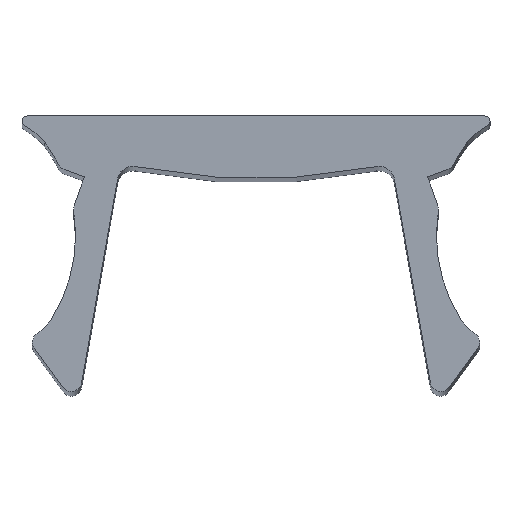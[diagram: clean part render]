
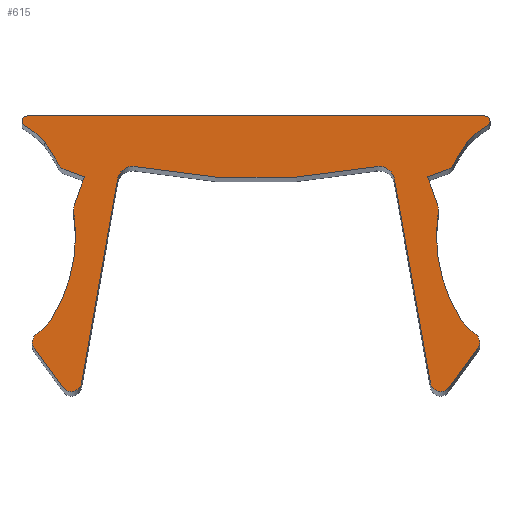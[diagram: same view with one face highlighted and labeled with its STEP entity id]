
A CAD part, top view. The second image highlights one B-rep face of the part: STEP entity #615.
In plain terms, the highlighted planar face has unit normal (0, 0, 1).
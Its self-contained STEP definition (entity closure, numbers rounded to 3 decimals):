
#20=CIRCLE('',#631,0.1);
#22=CIRCLE('',#634,1.5);
#24=CIRCLE('',#637,3.);
#26=CIRCLE('',#640,0.2);
#28=CIRCLE('',#645,0.2);
#30=CIRCLE('',#648,3.);
#32=CIRCLE('',#651,0.8);
#34=CIRCLE('',#654,0.2);
#36=CIRCLE('',#658,0.2);
#38=CIRCLE('',#662,0.3);
#40=CIRCLE('',#665,12.);
#42=CIRCLE('',#668,0.3);
#44=CIRCLE('',#672,0.2);
#46=CIRCLE('',#676,0.2);
#48=CIRCLE('',#679,0.8);
#50=CIRCLE('',#682,3.);
#52=CIRCLE('',#685,0.2);
#54=CIRCLE('',#690,0.2);
#56=CIRCLE('',#693,3.);
#58=CIRCLE('',#696,1.5);
#60=CIRCLE('',#699,0.1);
#233=ORIENTED_EDGE('',*,*,#263,.T.);
#234=ORIENTED_EDGE('',*,*,#267,.T.);
#235=ORIENTED_EDGE('',*,*,#270,.F.);
#236=ORIENTED_EDGE('',*,*,#273,.F.);
#237=ORIENTED_EDGE('',*,*,#276,.T.);
#238=ORIENTED_EDGE('',*,*,#279,.T.);
#239=ORIENTED_EDGE('',*,*,#282,.T.);
#240=ORIENTED_EDGE('',*,*,#285,.T.);
#241=ORIENTED_EDGE('',*,*,#288,.F.);
#242=ORIENTED_EDGE('',*,*,#291,.F.);
#243=ORIENTED_EDGE('',*,*,#294,.T.);
#244=ORIENTED_EDGE('',*,*,#297,.T.);
#245=ORIENTED_EDGE('',*,*,#300,.T.);
#246=ORIENTED_EDGE('',*,*,#303,.T.);
#247=ORIENTED_EDGE('',*,*,#306,.F.);
#248=ORIENTED_EDGE('',*,*,#309,.T.);
#249=ORIENTED_EDGE('',*,*,#312,.F.);
#250=ORIENTED_EDGE('',*,*,#315,.T.);
#251=ORIENTED_EDGE('',*,*,#318,.T.);
#252=ORIENTED_EDGE('',*,*,#321,.T.);
#253=ORIENTED_EDGE('',*,*,#324,.T.);
#254=ORIENTED_EDGE('',*,*,#327,.F.);
#255=ORIENTED_EDGE('',*,*,#330,.F.);
#256=ORIENTED_EDGE('',*,*,#333,.T.);
#257=ORIENTED_EDGE('',*,*,#336,.T.);
#258=ORIENTED_EDGE('',*,*,#339,.T.);
#259=ORIENTED_EDGE('',*,*,#342,.T.);
#260=ORIENTED_EDGE('',*,*,#345,.F.);
#261=ORIENTED_EDGE('',*,*,#348,.F.);
#262=ORIENTED_EDGE('',*,*,#351,.T.);
#263=EDGE_CURVE('',#353,#354,#413,.T.);
#267=EDGE_CURVE('',#354,#357,#20,.T.);
#270=EDGE_CURVE('',#359,#357,#22,.T.);
#273=EDGE_CURVE('',#361,#359,#24,.T.);
#276=EDGE_CURVE('',#361,#363,#26,.T.);
#279=EDGE_CURVE('',#363,#365,#421,.T.);
#282=EDGE_CURVE('',#365,#367,#424,.T.);
#285=EDGE_CURVE('',#367,#369,#28,.T.);
#288=EDGE_CURVE('',#371,#369,#30,.T.);
#291=EDGE_CURVE('',#373,#371,#32,.T.);
#294=EDGE_CURVE('',#373,#375,#34,.T.);
#297=EDGE_CURVE('',#375,#377,#431,.T.);
#300=EDGE_CURVE('',#377,#379,#36,.T.);
#303=EDGE_CURVE('',#379,#381,#435,.T.);
#306=EDGE_CURVE('',#383,#381,#38,.T.);
#309=EDGE_CURVE('',#383,#385,#40,.T.);
#312=EDGE_CURVE('',#387,#385,#42,.T.);
#315=EDGE_CURVE('',#387,#389,#441,.T.);
#318=EDGE_CURVE('',#389,#391,#44,.T.);
#321=EDGE_CURVE('',#391,#393,#445,.T.);
#324=EDGE_CURVE('',#393,#395,#46,.T.);
#327=EDGE_CURVE('',#397,#395,#48,.T.);
#330=EDGE_CURVE('',#399,#397,#50,.T.);
#333=EDGE_CURVE('',#399,#401,#52,.T.);
#336=EDGE_CURVE('',#401,#403,#452,.T.);
#339=EDGE_CURVE('',#403,#405,#455,.T.);
#342=EDGE_CURVE('',#405,#407,#54,.T.);
#345=EDGE_CURVE('',#409,#407,#56,.T.);
#348=EDGE_CURVE('',#411,#409,#58,.T.);
#351=EDGE_CURVE('',#411,#353,#60,.T.);
#353=VERTEX_POINT('',#904);
#354=VERTEX_POINT('',#905);
#357=VERTEX_POINT('',#913);
#359=VERTEX_POINT('',#919);
#361=VERTEX_POINT('',#925);
#363=VERTEX_POINT('',#931);
#365=VERTEX_POINT('',#937);
#367=VERTEX_POINT('',#943);
#369=VERTEX_POINT('',#949);
#371=VERTEX_POINT('',#955);
#373=VERTEX_POINT('',#961);
#375=VERTEX_POINT('',#967);
#377=VERTEX_POINT('',#973);
#379=VERTEX_POINT('',#979);
#381=VERTEX_POINT('',#985);
#383=VERTEX_POINT('',#991);
#385=VERTEX_POINT('',#997);
#387=VERTEX_POINT('',#1003);
#389=VERTEX_POINT('',#1009);
#391=VERTEX_POINT('',#1015);
#393=VERTEX_POINT('',#1021);
#395=VERTEX_POINT('',#1027);
#397=VERTEX_POINT('',#1033);
#399=VERTEX_POINT('',#1039);
#401=VERTEX_POINT('',#1045);
#403=VERTEX_POINT('',#1051);
#405=VERTEX_POINT('',#1057);
#407=VERTEX_POINT('',#1063);
#409=VERTEX_POINT('',#1069);
#411=VERTEX_POINT('',#1075);
#413=LINE('',#903,#461);
#421=LINE('',#936,#469);
#424=LINE('',#942,#472);
#431=LINE('',#972,#479);
#435=LINE('',#984,#483);
#441=LINE('',#1008,#489);
#445=LINE('',#1020,#493);
#452=LINE('',#1050,#500);
#455=LINE('',#1056,#503);
#461=VECTOR('',#707,1000.);
#469=VECTOR('',#741,1000.);
#472=VECTOR('',#746,1000.);
#479=VECTOR('',#779,1000.);
#483=VECTOR('',#791,1000.);
#489=VECTOR('',#817,1000.);
#493=VECTOR('',#829,1000.);
#500=VECTOR('',#862,1000.);
#503=VECTOR('',#867,1000.);
#540=EDGE_LOOP('',(#233,#234,#235,#236,#237,#238,#239,#240,#241,#242,#243,
#244,#245,#246,#247,#248,#249,#250,#251,#252,#253,#254,#255,#256,#257,#258,
#259,#260,#261,#262));
#572=FACE_BOUND('',#540,.T.);
#583=PLANE('',#702);
#615=ADVANCED_FACE('',(#572),#583,.T.);
#631=AXIS2_PLACEMENT_3D('',#912,#713,#714);
#634=AXIS2_PLACEMENT_3D('',#918,#720,#721);
#637=AXIS2_PLACEMENT_3D('',#924,#727,#728);
#640=AXIS2_PLACEMENT_3D('',#930,#734,#735);
#645=AXIS2_PLACEMENT_3D('',#948,#751,#752);
#648=AXIS2_PLACEMENT_3D('',#954,#758,#759);
#651=AXIS2_PLACEMENT_3D('',#960,#765,#766);
#654=AXIS2_PLACEMENT_3D('',#966,#772,#773);
#658=AXIS2_PLACEMENT_3D('',#978,#784,#785);
#662=AXIS2_PLACEMENT_3D('',#990,#796,#797);
#665=AXIS2_PLACEMENT_3D('',#996,#803,#804);
#668=AXIS2_PLACEMENT_3D('',#1002,#810,#811);
#672=AXIS2_PLACEMENT_3D('',#1014,#822,#823);
#676=AXIS2_PLACEMENT_3D('',#1026,#834,#835);
#679=AXIS2_PLACEMENT_3D('',#1032,#841,#842);
#682=AXIS2_PLACEMENT_3D('',#1038,#848,#849);
#685=AXIS2_PLACEMENT_3D('',#1044,#855,#856);
#690=AXIS2_PLACEMENT_3D('',#1062,#872,#873);
#693=AXIS2_PLACEMENT_3D('',#1068,#879,#880);
#696=AXIS2_PLACEMENT_3D('',#1074,#886,#887);
#699=AXIS2_PLACEMENT_3D('',#1080,#893,#894);
#702=AXIS2_PLACEMENT_3D('',#1083,#899,#900);
#707=DIRECTION('',(-1.,0.,0.));
#713=DIRECTION('',(0.,0.,1.));
#714=DIRECTION('',(1.,0.,0.));
#720=DIRECTION('',(0.,0.,1.));
#721=DIRECTION('',(1.,0.,0.));
#727=DIRECTION('',(0.,0.,1.));
#728=DIRECTION('',(1.,0.,0.));
#734=DIRECTION('',(0.,0.,1.));
#735=DIRECTION('',(1.,0.,0.));
#741=DIRECTION('',(0.94,-0.34,0.));
#746=DIRECTION('',(-0.337,-0.942,0.));
#751=DIRECTION('',(0.,0.,1.));
#752=DIRECTION('',(1.,0.,0.));
#758=DIRECTION('',(0.,0.,1.));
#759=DIRECTION('',(1.,0.,0.));
#765=DIRECTION('',(0.,0.,1.));
#766=DIRECTION('',(1.,0.,0.));
#772=DIRECTION('',(0.,0.,1.));
#773=DIRECTION('',(1.,0.,0.));
#779=DIRECTION('',(0.591,-0.806,0.));
#784=DIRECTION('',(0.,0.,1.));
#785=DIRECTION('',(1.,0.,0.));
#791=DIRECTION('',(0.174,0.985,0.));
#796=DIRECTION('',(0.,0.,1.));
#797=DIRECTION('',(1.,0.,0.));
#803=DIRECTION('',(0.,0.,1.));
#804=DIRECTION('',(1.,0.,0.));
#810=DIRECTION('',(0.,0.,1.));
#811=DIRECTION('',(1.,0.,0.));
#817=DIRECTION('',(0.174,-0.985,0.));
#822=DIRECTION('',(0.,0.,1.));
#823=DIRECTION('',(1.,0.,0.));
#829=DIRECTION('',(0.591,0.806,0.));
#834=DIRECTION('',(0.,0.,1.));
#835=DIRECTION('',(1.,0.,0.));
#841=DIRECTION('',(0.,0.,1.));
#842=DIRECTION('',(1.,0.,0.));
#848=DIRECTION('',(0.,0.,1.));
#849=DIRECTION('',(1.,0.,0.));
#855=DIRECTION('',(0.,0.,1.));
#856=DIRECTION('',(1.,0.,0.));
#862=DIRECTION('',(-0.337,0.942,0.));
#867=DIRECTION('',(0.94,0.34,0.));
#872=DIRECTION('',(0.,0.,1.));
#873=DIRECTION('',(1.,0.,0.));
#879=DIRECTION('',(0.,0.,1.));
#880=DIRECTION('',(1.,0.,0.));
#886=DIRECTION('',(0.,0.,1.));
#887=DIRECTION('',(1.,0.,0.));
#893=DIRECTION('',(0.,0.,1.));
#894=DIRECTION('',(1.,0.,0.));
#899=DIRECTION('',(0.,0.,1.));
#900=DIRECTION('',(1.,0.,0.));
#903=CARTESIAN_POINT('',(4.4,0.,0.));
#904=CARTESIAN_POINT('',(4.4,0.,0.));
#905=CARTESIAN_POINT('',(-4.4,0.,0.));
#912=CARTESIAN_POINT('',(-4.4,-0.1,0.));
#913=CARTESIAN_POINT('',(-4.459,-0.181,0.));
#918=CARTESIAN_POINT('',(-5.2,-1.485,0.));
#919=CARTESIAN_POINT('',(-4.07,-0.499,0.));
#924=CARTESIAN_POINT('',(-6.469,-2.3,0.));
#925=CARTESIAN_POINT('',(-3.798,-0.934,0.));
#930=CARTESIAN_POINT('',(-3.62,-0.843,0.));
#931=CARTESIAN_POINT('',(-3.688,-1.031,0.));
#936=CARTESIAN_POINT('',(-3.688,-1.031,0.));
#937=CARTESIAN_POINT('',(-3.3,-1.171,0.));
#942=CARTESIAN_POINT('',(-3.3,-1.171,0.));
#943=CARTESIAN_POINT('',(-3.498,-1.724,0.));
#948=CARTESIAN_POINT('',(-3.31,-1.791,0.));
#949=CARTESIAN_POINT('',(-3.507,-1.823,0.));
#954=CARTESIAN_POINT('',(-6.469,-2.3,0.));
#955=CARTESIAN_POINT('',(-3.953,-3.934,0.));
#960=CARTESIAN_POINT('',(-4.624,-3.498,0.));
#961=CARTESIAN_POINT('',(-4.205,-4.18,0.));
#966=CARTESIAN_POINT('',(-4.1,-4.35,0.));
#967=CARTESIAN_POINT('',(-4.261,-4.468,0.));
#972=CARTESIAN_POINT('',(-4.261,-4.468,0.));
#973=CARTESIAN_POINT('',(-3.711,-5.218,0.));
#978=CARTESIAN_POINT('',(-3.55,-5.1,0.));
#979=CARTESIAN_POINT('',(-3.353,-5.135,0.));
#984=CARTESIAN_POINT('',(-3.353,-5.135,0.));
#985=CARTESIAN_POINT('',(-2.663,-1.218,0.));
#990=CARTESIAN_POINT('',(-2.367,-1.27,0.));
#991=CARTESIAN_POINT('',(-2.314,-0.975,0.));
#996=CARTESIAN_POINT('',(0.,10.8,0.));
#997=CARTESIAN_POINT('',(2.314,-0.975,0.));
#1002=CARTESIAN_POINT('',(2.367,-1.27,0.));
#1003=CARTESIAN_POINT('',(2.663,-1.218,0.));
#1008=CARTESIAN_POINT('',(2.663,-1.218,0.));
#1009=CARTESIAN_POINT('',(3.353,-5.135,0.));
#1014=CARTESIAN_POINT('',(3.55,-5.1,0.));
#1015=CARTESIAN_POINT('',(3.711,-5.218,0.));
#1020=CARTESIAN_POINT('',(3.711,-5.218,0.));
#1021=CARTESIAN_POINT('',(4.261,-4.468,0.));
#1026=CARTESIAN_POINT('',(4.1,-4.35,0.));
#1027=CARTESIAN_POINT('',(4.205,-4.18,0.));
#1032=CARTESIAN_POINT('',(4.624,-3.498,0.));
#1033=CARTESIAN_POINT('',(3.953,-3.934,0.));
#1038=CARTESIAN_POINT('',(6.469,-2.3,0.));
#1039=CARTESIAN_POINT('',(3.507,-1.823,0.));
#1044=CARTESIAN_POINT('',(3.31,-1.791,0.));
#1045=CARTESIAN_POINT('',(3.498,-1.724,0.));
#1050=CARTESIAN_POINT('',(3.498,-1.724,0.));
#1051=CARTESIAN_POINT('',(3.3,-1.171,0.));
#1056=CARTESIAN_POINT('',(3.3,-1.171,0.));
#1057=CARTESIAN_POINT('',(3.688,-1.031,0.));
#1062=CARTESIAN_POINT('',(3.62,-0.843,0.));
#1063=CARTESIAN_POINT('',(3.798,-0.934,0.));
#1068=CARTESIAN_POINT('',(6.469,-2.3,0.));
#1069=CARTESIAN_POINT('',(4.07,-0.499,0.));
#1074=CARTESIAN_POINT('',(5.2,-1.485,0.));
#1075=CARTESIAN_POINT('',(4.459,-0.181,0.));
#1080=CARTESIAN_POINT('',(4.4,-0.1,0.));
#1083=CARTESIAN_POINT('',(-4.4,-0.1,0.));
